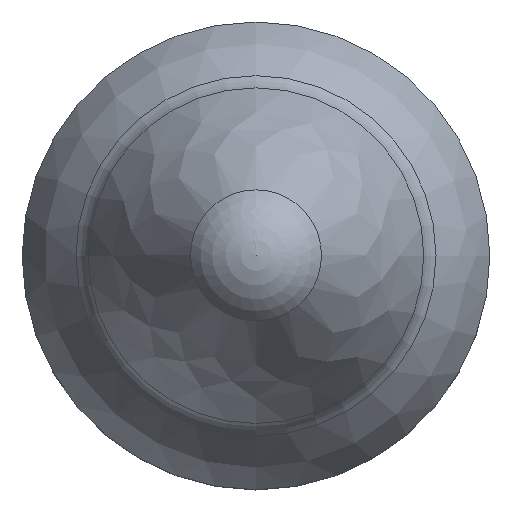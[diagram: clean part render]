
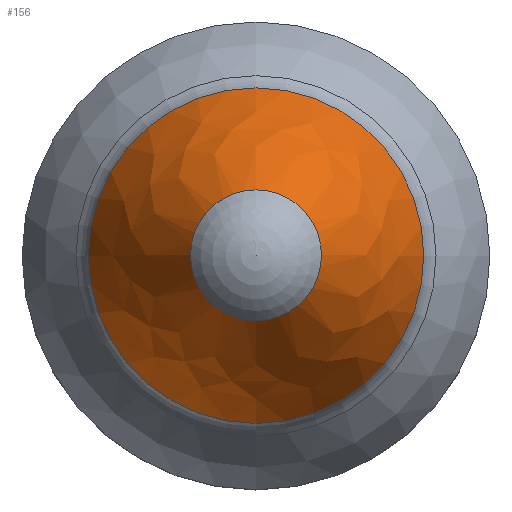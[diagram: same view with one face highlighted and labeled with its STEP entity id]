
A CAD part, top view. The second image highlights one B-rep face of the part: STEP entity #156.
In plain terms, the highlighted free-form (B-spline) face has degree [3, 3] with [4, 19] control points.
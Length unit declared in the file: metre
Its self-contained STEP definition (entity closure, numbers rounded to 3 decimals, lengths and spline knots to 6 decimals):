
#13=B_SPLINE_SURFACE_WITH_KNOTS('',3,3,((#1952,#1953,#1954,#1955,#1956,
#1957,#1958,#1959,#1960,#1961,#1962,#1963,#1964,#1965,#1966,#1967,#1968,
#1969,#1970),(#1971,#1972,#1973,#1974,#1975,#1976,#1977,#1978,#1979,#1980,
#1981,#1982,#1983,#1984,#1985,#1986,#1987,#1988,#1989),(#1990,#1991,#1992,
#1993,#1994,#1995,#1996,#1997,#1998,#1999,#2000,#2001,#2002,#2003,#2004,
#2005,#2006,#2007,#2008),(#2009,#2010,#2011,#2012,#2013,#2014,#2015,#2016,
#2017,#2018,#2019,#2020,#2021,#2022,#2023,#2024,#2025,#2026,#2027)),
 .UNSPECIFIED.,.F.,.T.,.F.,(4,4),(1,1,1,1,1,1,1,1,1,1,1,1,1,1,1,1,1,1,1,
1,1,1,1),(0.414158,1.),(-1.178097,-0.785398,-0.392699,
0.,0.392699,0.785398,1.178097,1.570796,
1.963495,2.356194,2.748894,3.141593,3.534292,
3.926991,4.31969,4.712389,5.105088,5.497787,
5.890486,6.283185,6.675884,7.068583,7.461283),
 .UNSPECIFIED.);
#33=CIRCLE('',#187,0.007);
#34=CIRCLE('',#188,0.017936);
#67=ORIENTED_EDGE('',*,*,#88,.T.);
#68=ORIENTED_EDGE('',*,*,#87,.T.);
#87=EDGE_CURVE('',#101,#101,#33,.T.);
#88=EDGE_CURVE('',#102,#102,#34,.F.);
#101=VERTEX_POINT('',#1951);
#102=VERTEX_POINT('',#2029);
#121=EDGE_LOOP('',(#67));
#122=EDGE_LOOP('',(#68));
#139=FACE_BOUND('',#121,.T.);
#140=FACE_BOUND('',#122,.T.);
#156=ADVANCED_FACE('',(#139,#140),#13,.T.);
#187=AXIS2_PLACEMENT_3D('',#1950,#224,#225);
#188=AXIS2_PLACEMENT_3D('',#2028,#226,#227);
#224=DIRECTION('',(0.,0.,-1.));
#225=DIRECTION('',(-1.,0.,0.));
#226=DIRECTION('',(0.,0.,-1.));
#227=DIRECTION('',(-1.,0.,0.));
#1950=CARTESIAN_POINT('',(0.,0.,0.048));
#1951=CARTESIAN_POINT('',(-0.007,0.,0.048));
#1952=CARTESIAN_POINT('',(0.007042,-0.017002,0.026846));
#1953=CARTESIAN_POINT('',(0.,-0.018403,0.026846));
#1954=CARTESIAN_POINT('',(-0.007042,-0.017002,0.026846));
#1955=CARTESIAN_POINT('',(-0.013013,-0.013013,0.026846));
#1956=CARTESIAN_POINT('',(-0.017002,-0.007042,0.026846));
#1957=CARTESIAN_POINT('',(-0.018403,0.,0.026846));
#1958=CARTESIAN_POINT('',(-0.017002,0.007042,0.026846));
#1959=CARTESIAN_POINT('',(-0.013013,0.013013,0.026846));
#1960=CARTESIAN_POINT('',(-0.007042,0.017002,0.026846));
#1961=CARTESIAN_POINT('',(0.,0.018403,0.026846));
#1962=CARTESIAN_POINT('',(0.007042,0.017002,0.026846));
#1963=CARTESIAN_POINT('',(0.013013,0.013013,0.026846));
#1964=CARTESIAN_POINT('',(0.017002,0.007042,0.026846));
#1965=CARTESIAN_POINT('',(0.018403,0.,0.026846));
#1966=CARTESIAN_POINT('',(0.017002,-0.007042,0.026846));
#1967=CARTESIAN_POINT('',(0.013013,-0.013013,0.026846));
#1968=CARTESIAN_POINT('',(0.007042,-0.017002,0.026846));
#1969=CARTESIAN_POINT('',(0.,-0.018403,0.026846));
#1970=CARTESIAN_POINT('',(-0.007042,-0.017002,0.026846));
#1971=CARTESIAN_POINT('',(0.006226,-0.01503,0.033038));
#1972=CARTESIAN_POINT('',(0.,-0.016268,0.033038));
#1973=CARTESIAN_POINT('',(-0.006226,-0.01503,0.033038));
#1974=CARTESIAN_POINT('',(-0.011504,-0.011504,0.033038));
#1975=CARTESIAN_POINT('',(-0.01503,-0.006226,0.033038));
#1976=CARTESIAN_POINT('',(-0.016268,0.,0.033038));
#1977=CARTESIAN_POINT('',(-0.01503,0.006226,0.033038));
#1978=CARTESIAN_POINT('',(-0.011504,0.011504,0.033038));
#1979=CARTESIAN_POINT('',(-0.006226,0.01503,0.033038));
#1980=CARTESIAN_POINT('',(0.,0.016268,0.033038));
#1981=CARTESIAN_POINT('',(0.006226,0.01503,0.033038));
#1982=CARTESIAN_POINT('',(0.011504,0.011504,0.033038));
#1983=CARTESIAN_POINT('',(0.01503,0.006226,0.033038));
#1984=CARTESIAN_POINT('',(0.016268,0.,0.033038));
#1985=CARTESIAN_POINT('',(0.01503,-0.006226,0.033038));
#1986=CARTESIAN_POINT('',(0.011504,-0.011504,0.033038));
#1987=CARTESIAN_POINT('',(0.006226,-0.01503,0.033038));
#1988=CARTESIAN_POINT('',(0.,-0.016268,0.033038));
#1989=CARTESIAN_POINT('',(-0.006226,-0.01503,0.033038));
#1990=CARTESIAN_POINT('',(0.004794,-0.011575,0.04009));
#1991=CARTESIAN_POINT('',(0.,-0.012528,0.04009));
#1992=CARTESIAN_POINT('',(-0.004794,-0.011575,0.04009));
#1993=CARTESIAN_POINT('',(-0.008859,-0.008859,0.04009));
#1994=CARTESIAN_POINT('',(-0.011575,-0.004794,0.04009));
#1995=CARTESIAN_POINT('',(-0.012528,0.,0.04009));
#1996=CARTESIAN_POINT('',(-0.011575,0.004794,0.04009));
#1997=CARTESIAN_POINT('',(-0.008859,0.008859,0.04009));
#1998=CARTESIAN_POINT('',(-0.004794,0.011575,0.04009));
#1999=CARTESIAN_POINT('',(0.,0.012528,0.04009));
#2000=CARTESIAN_POINT('',(0.004794,0.011575,0.04009));
#2001=CARTESIAN_POINT('',(0.008859,0.008859,0.04009));
#2002=CARTESIAN_POINT('',(0.011575,0.004794,0.04009));
#2003=CARTESIAN_POINT('',(0.012528,0.,0.04009));
#2004=CARTESIAN_POINT('',(0.011575,-0.004794,0.04009));
#2005=CARTESIAN_POINT('',(0.008859,-0.008859,0.04009));
#2006=CARTESIAN_POINT('',(0.004794,-0.011575,0.04009));
#2007=CARTESIAN_POINT('',(0.,-0.012528,0.04009));
#2008=CARTESIAN_POINT('',(-0.004794,-0.011575,0.04009));
#2009=CARTESIAN_POINT('',(0.002749,-0.006636,0.048));
#2010=CARTESIAN_POINT('',(0.,-0.007182,0.048));
#2011=CARTESIAN_POINT('',(-0.002749,-0.006636,0.048));
#2012=CARTESIAN_POINT('',(-0.005079,-0.005079,0.048));
#2013=CARTESIAN_POINT('',(-0.006636,-0.002749,0.048));
#2014=CARTESIAN_POINT('',(-0.007182,0.,0.048));
#2015=CARTESIAN_POINT('',(-0.006636,0.002749,0.048));
#2016=CARTESIAN_POINT('',(-0.005079,0.005079,0.048));
#2017=CARTESIAN_POINT('',(-0.002749,0.006636,0.048));
#2018=CARTESIAN_POINT('',(0.,0.007182,0.048));
#2019=CARTESIAN_POINT('',(0.002749,0.006636,0.048));
#2020=CARTESIAN_POINT('',(0.005079,0.005079,0.048));
#2021=CARTESIAN_POINT('',(0.006636,0.002749,0.048));
#2022=CARTESIAN_POINT('',(0.007182,0.,0.048));
#2023=CARTESIAN_POINT('',(0.006636,-0.002749,0.048));
#2024=CARTESIAN_POINT('',(0.005079,-0.005079,0.048));
#2025=CARTESIAN_POINT('',(0.002749,-0.006636,0.048));
#2026=CARTESIAN_POINT('',(0.,-0.007182,0.048));
#2027=CARTESIAN_POINT('',(-0.002749,-0.006636,0.048));
#2028=CARTESIAN_POINT('',(0.,0.,0.026846));
#2029=CARTESIAN_POINT('',(-0.017936,0.,0.026846));
